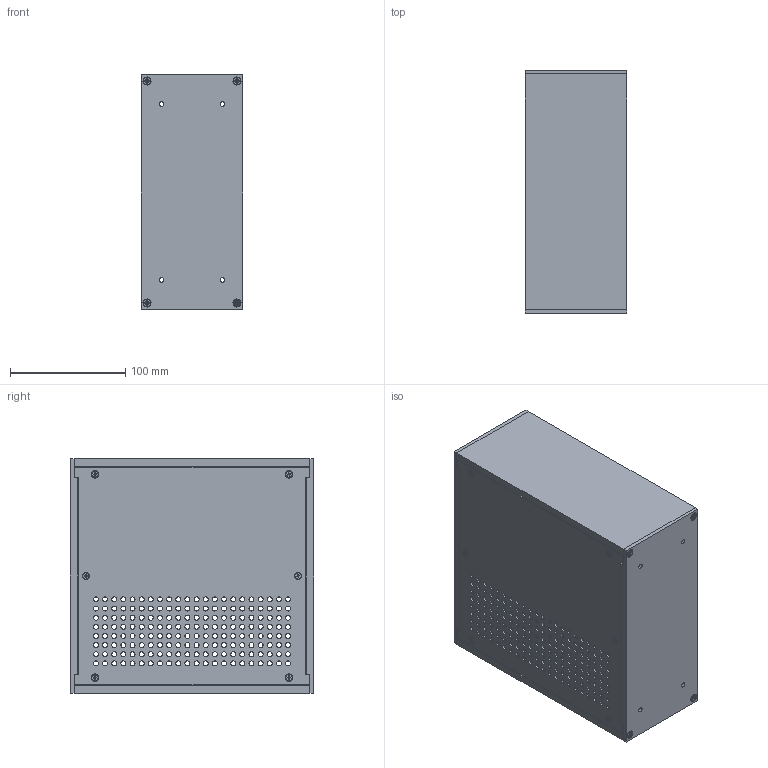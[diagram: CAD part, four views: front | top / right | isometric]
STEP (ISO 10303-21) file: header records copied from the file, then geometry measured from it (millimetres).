
FILE_DESCRIPTION (( 'STEP AP214' ), '1' );
FILE_NAME ('RM2U0808VBK.STEP', '2021-09-10T17:16:46', ( '' ), ( '' ), 'SwSTEP 2.0', 'SolidWorks 2021', '' );
FILE_SCHEMA (( 'AUTOMOTIVE_DESIGN' ));
Length unit declared in the file: inch
Products named in the file (1): RM2U0808VBK
Bounding box: 88.13 x 210.82 x 203.2 mm (x, y, z)
Volume: 419944.8 mm3; surface area: 359968.8 mm2
Topology: 39 solids, 39 shells, 1355 faces, 3754 edges, 2485 vertices
Faces by surface type: cylinder 510, plane 478, cone 283, bspline 84
Full cylindrical faces by diameter (mm): 2.5 x12, 2.845 x13, 3.5 x8, 3.505 x8, 3.962 x8, 4 x12, 4.3 x24, 4.32 x352, 5.429 x13, 6.045 x8
Entity records: 63225 total; most frequent: CARTESIAN_POINT 12222, ORIENTED_EDGE 6266, DIRECTION 6222, EDGE_CURVE 3133, EDGE_LOOP 2728, AXIS2_PLACEMENT_3D 2617, VERTEX_POINT 2397, FACE_OUTER_BOUND 1813
